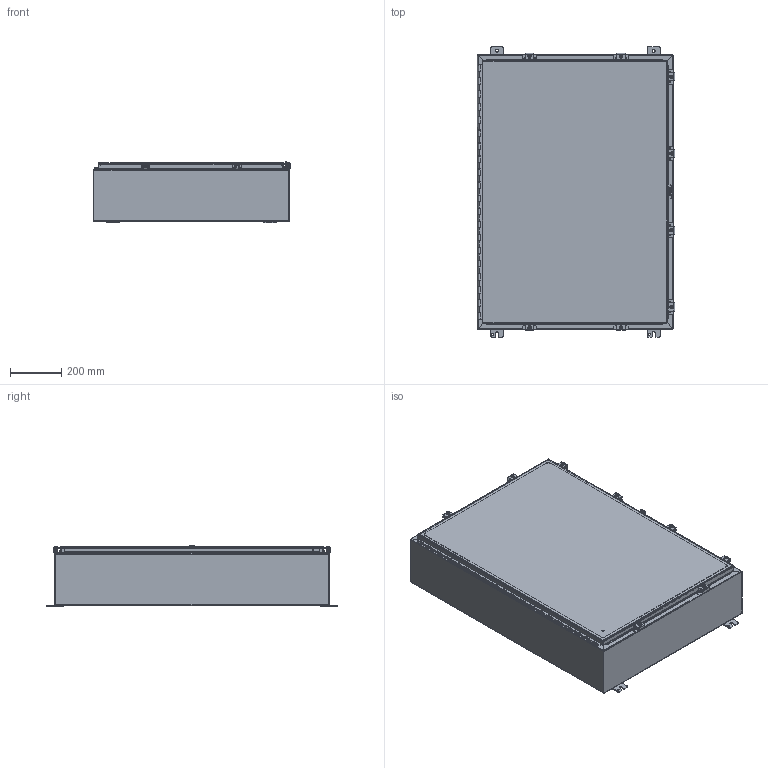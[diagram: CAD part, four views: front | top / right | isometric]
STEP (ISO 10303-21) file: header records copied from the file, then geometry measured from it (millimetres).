
FILE_DESCRIPTION(/* description */ ('ENCL,NEMA4,CS,(42X30X8)'),/* implementation_level */ '2;1');
FILE_NAME(/* name */ 'N4423008.stp',/* time_stamp */ '2022-02-22T08:14:29-06:00',/* author */ ('dnichola'),/* organization */ (''),/* preprocessor_version */ 'ST-DEVELOPER v18.1',/* originating_system */ 'Autodesk Inventor 2020',/* authorisation */ '');
FILE_SCHEMA (('AUTOMOTIVE_DESIGN { 1 0 10303 214 3 1 1 }'));
Length unit declared in the file: inch
Products named in the file (19): N4423008; 38420; 34840; N4423008BKP; 32911; FOAM IN PLACE; 38846; N44230LID; 328108; 328108T; 328108L; 328108P-1; 388116; HFW30825; HFW30825-1; HFW30825-2;  HFW30825-3; HFW30825-4; 30817
Assembly tree (40 placements, depth 3):
  N4423008
    34840  x4
    38420
    N4423008BKP
    32911
    FOAM IN PLACE
    38846
    N44230LID
    328108
      328108T
      328108L
      328108P-1
    388116  x6
    HFW30825  x8
      HFW30825-1
      HFW30825-2
       HFW30825-3
      HFW30825-4
    30817  x8
Bounding box: 767.48 x 1130.3 x 239.02 mm (x, y, z)
Volume: 5479507 mm3; surface area: 5528058.3 mm2
Topology: 59 solids, 59 shells, 1987 faces, 5113 edges, 3346 vertices
Faces by surface type: plane 1052, cylinder 664, bspline 143, torus 56, sphere 48, cone 24
Full cylindrical faces by diameter (mm): 2.794 x38, 2.921 x2, 3.048 x25, 3.967 x1, 5.359 x8, 6.35 x9, 7.137 x8, 7.95 x4, 8.382 x12, 8.56 x1, 8.89 x8, 11.125 x4, 12.7 x9, 13.208 x8, 15.875 x6
Entity records: 34265 total; most frequent: CARTESIAN_POINT 8111, DIRECTION 5207, ORIENTED_EDGE 5090, EDGE_CURVE 2545, AXIS2_PLACEMENT_3D 1761, LINE 1685, VECTOR 1685, VERTEX_POINT 1633
